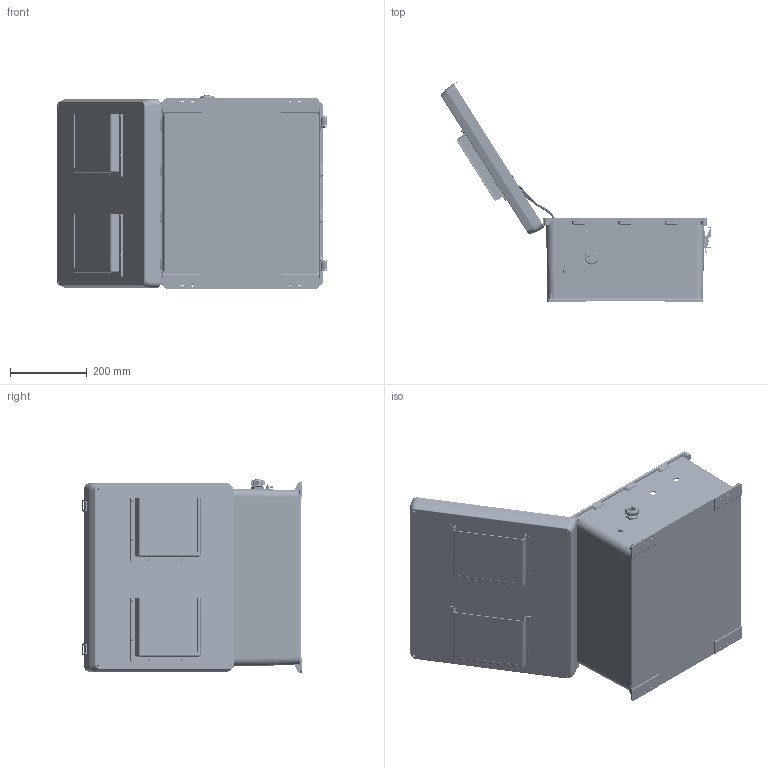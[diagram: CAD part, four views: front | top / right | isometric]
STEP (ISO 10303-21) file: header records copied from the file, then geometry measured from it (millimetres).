
FILE_DESCRIPTION (( 'STEP AP214' ), '1' );
FILE_NAME ('TEF181608-10F.STEP', '2019-05-09T15:00:46', ( '' ), ( '' ), 'SwSTEP 2.0', 'SolidWorks 2018', '' );
FILE_SCHEMA (( 'AUTOMOTIVE_DESIGN' ));
Length unit declared in the file: inch
Products named in the file (38): XFN-0022; XCT-0005; NB181608-Lid-Vented; XFS-0026; XCTB-0002; XMH-0010; XC-0003; XFN-0003; Fan Screen-120x120 ALUM; XFS-0017; NB181608-DoorClasp-2; XFN-0002; XF685-01; X-PCB-HYP285; NB181608-DoorClasp-1; XFS-0032_91735A151; 10-32 NEMA PLATE SCREW; XM220-01-UL; XCT-0010; XFS-0067_XFS-0067; XMH-0007; XFN-0013; XFS-0066_90272A147; XF797-02; NB181608-Hinge; XFW-0004; TEF181608-10F; XFR-0005; XERZ-V20D241; NB181608-Box; FanWires-18; NEMA 18 GroundWire; XMH-0002; XFW-0002; XFS-0024_90184A168; XMH-0005; XCT-0011; X-ASSY-HYP285-1
Assembly tree (88 placements, depth 3):
  TEF181608-10F
    NB181608-Box
    NB181608-Hinge  x2
    NB181608-Lid-Vented
    NB181608-DoorClasp-1  x2
    NB181608-DoorClasp-2  x2
    XF685-01
    XMH-0007  x4
    XCTB-0002
    10-32 NEMA PLATE SCREW  x4
    XFN-0013  x2
    XMH-0010  x2
    XF797-02
    XFS-0017  x5
    XCT-0011
    XCT-0010
    XFN-0003  x2
    XC-0003
    XCT-0005
    XFW-0002
    XFS-0026
    NEMA 18 GroundWire
    XM220-01-UL  x2
    XFN-0002  x8
    Fan Screen-120x120 ALUM  x2
    XMH-0002  x2
    FanWires-18
    XFR-0005  x12
    XFS-0024_90184A168  x8
    XFN-0022  x2
    X-ASSY-HYP285-1
      X-PCB-HYP285
      XERZ-V20D241  x3
    XFS-0032_91735A151  x2
    XFS-0066_90272A147  x2
    XFW-0004  x2
    XFS-0067_XFS-0067  x2
    XMH-0005
Bounding box: 703.32 x 571.16 x 502.84 mm (x, y, z)
Volume: 4131137.1 mm3; surface area: 2588489 mm2
Topology: 94 solids, 95 shells, 10317 faces, 27702 edges, 17644 vertices
Faces by surface type: cylinder 4938, plane 2502, cone 1385, bspline 910, torus 525, sphere 57
Entity records: 225209 total; most frequent: CARTESIAN_POINT 82568, ORIENTED_EDGE 26310, DIRECTION 24231, EDGE_CURVE 13155, AXIS2_PLACEMENT_3D 9105, VERTEX_POINT 8339, EDGE_LOOP 6044, VECTOR 6021
